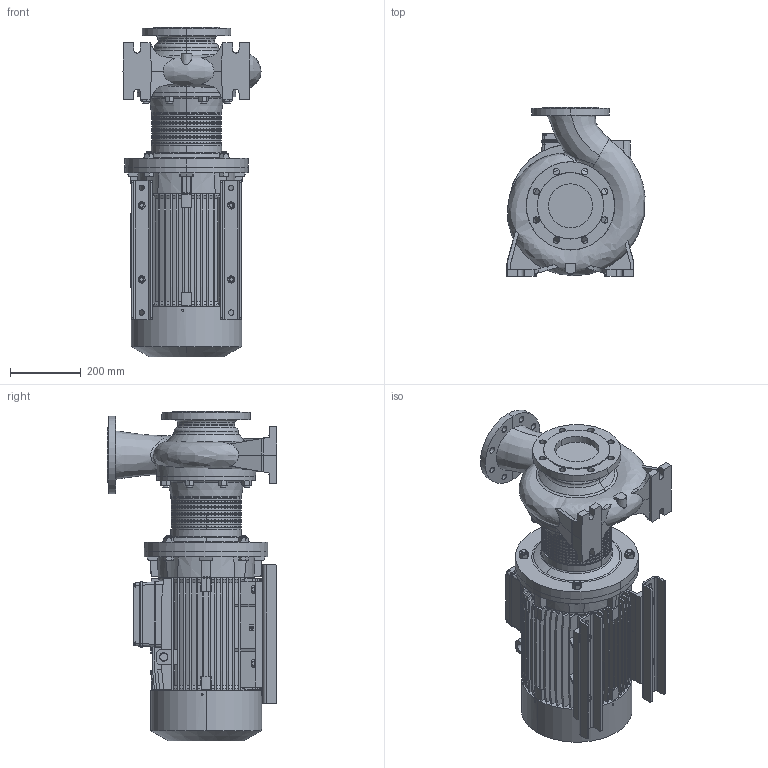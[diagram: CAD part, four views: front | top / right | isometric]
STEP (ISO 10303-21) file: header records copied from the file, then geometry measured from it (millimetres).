
FILE_DESCRIPTION (( 'STEP AP214' ), '1' );
FILE_NAME ('4_93_446_08_REV01.step', '2022-07-27T14:37:24', ( '' ), ( '' ), 'SwSTEP 2.0', 'SolidWorks 2020', '' );
FILE_SCHEMA (( 'AUTOMOTIVE_DESIGN' ));
Length unit declared in the file: millimetre
Products named in the file (3): Copia di 160644^4_93_446_08_REV01; Copia di 160631^4_93_446_08_REV01; 4_93_446_08_REV01
Assembly tree (2 placements, depth 2):
  4_93_446_08_REV01
    Copia di 160631^4_93_446_08_REV01
    Copia di 160644^4_93_446_08_REV01
Bounding box: 391.43 x 480 x 935.8 mm (x, y, z)
Volume: 63632244 mm3; surface area: 3231433.6 mm2
Topology: 36 solids, 518 shells, 3975 faces, 11430 edges, 8141 vertices
Faces by surface type: plane 1372, bspline 1093, cylinder 981, cone 499, torus 22, sphere 8
Entity records: 167932 total; most frequent: CARTESIAN_POINT 71810, ORIENTED_EDGE 20842, DIRECTION 16639, EDGE_CURVE 11429, VERTEX_POINT 8141, LINE 6663, VECTOR 6663, AXIS2_PLACEMENT_3D 4988
